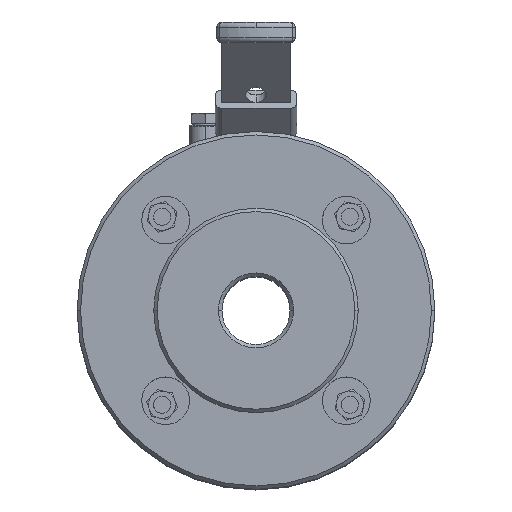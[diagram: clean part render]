
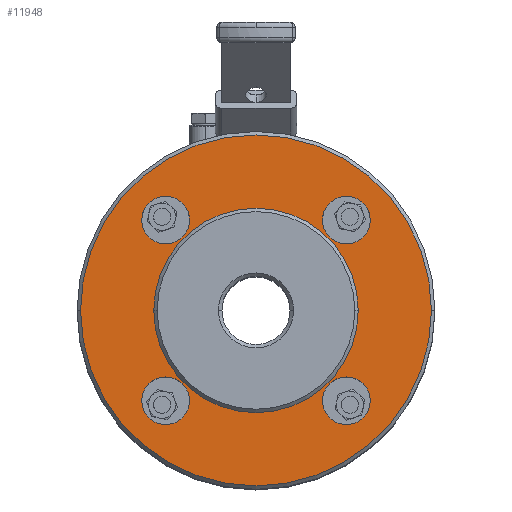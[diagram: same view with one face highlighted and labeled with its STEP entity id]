
A CAD part, top view. The second image highlights one B-rep face of the part: STEP entity #11948.
In plain terms, the highlighted face is planar.
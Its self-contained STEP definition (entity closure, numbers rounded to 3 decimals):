
#405 = CARTESIAN_POINT ( 'NONE',  ( 2., -26.517, 26.517 ) ) ;
#406 = DIRECTION ( 'NONE',  ( -1., 0., 0. ) ) ;
#407 = DIRECTION ( 'NONE',  ( 0., -1., 0. ) ) ;
#420 = CARTESIAN_POINT ( 'NONE',  ( 2., -26.517, -26.517 ) ) ;
#421 = DIRECTION ( 'NONE',  ( -1., 0., 0. ) ) ;
#422 = DIRECTION ( 'NONE',  ( 0., 0., -1. ) ) ;
#434 = CARTESIAN_POINT ( 'NONE',  ( 2., 26.517, -26.517 ) ) ;
#435 = DIRECTION ( 'NONE',  ( -1., 0., 0. ) ) ;
#436 = DIRECTION ( 'NONE',  ( 0., 1., 0. ) ) ;
#449 = CARTESIAN_POINT ( 'NONE',  ( 2., 26.517, 26.517 ) ) ;
#450 = DIRECTION ( 'NONE',  ( -1., 0., 0. ) ) ;
#451 = DIRECTION ( 'NONE',  ( 0., 0., 1. ) ) ;
#693 = CARTESIAN_POINT ( 'NONE',  ( 2., 0., 0. ) ) ;
#694 = DIRECTION ( 'NONE',  ( 1., 0., 0. ) ) ;
#695 = DIRECTION ( 'NONE',  ( 0., 0., -1. ) ) ;
#1254 = CARTESIAN_POINT ( 'NONE',  ( 2., 0., 0. ) ) ;
#1255 = DIRECTION ( 'NONE',  ( 1., 0., 0. ) ) ;
#1256 = DIRECTION ( 'NONE',  ( 0., 0., -1. ) ) ;
#1257 = CARTESIAN_POINT ( 'NONE',  ( 2., 0., 0. ) ) ;
#1258 = DIRECTION ( 'NONE',  ( -1., 0., 0. ) ) ;
#1259 = DIRECTION ( 'NONE',  ( 0., 0., 1. ) ) ;
#1260 = CARTESIAN_POINT ( 'NONE',  ( 2., -26.517, 26.517 ) ) ;
#1261 = DIRECTION ( 'NONE',  ( -1., 0., 0. ) ) ;
#1262 = DIRECTION ( 'NONE',  ( 0., -1., 0. ) ) ;
#1263 = CARTESIAN_POINT ( 'NONE',  ( 2., -26.517, -26.517 ) ) ;
#1264 = DIRECTION ( 'NONE',  ( -1., 0., 0. ) ) ;
#1265 = DIRECTION ( 'NONE',  ( 0., 0., -1. ) ) ;
#1267 = CARTESIAN_POINT ( 'NONE',  ( 2., 26.517, -26.517 ) ) ;
#1269 = DIRECTION ( 'NONE',  ( -1., 0., 0. ) ) ;
#1270 = DIRECTION ( 'NONE',  ( 0., 1., 0. ) ) ;
#1272 = CARTESIAN_POINT ( 'NONE',  ( 2., 26.517, 26.517 ) ) ;
#1274 = DIRECTION ( 'NONE',  ( -1., 0., 0. ) ) ;
#1275 = DIRECTION ( 'NONE',  ( 0., 0., 1. ) ) ;
#2003 = CARTESIAN_POINT ( 'NONE',  ( 2., 0., 0. ) ) ;
#2004 = DIRECTION ( 'NONE',  ( -1., 0., 0. ) ) ;
#2005 = DIRECTION ( 'NONE',  ( 0., 0., 1. ) ) ;
#4279 = CARTESIAN_POINT ( 'NONE',  ( 2., 0., -30. ) ) ;
#4289 = CARTESIAN_POINT ( 'NONE',  ( 2., 0., 30. ) ) ;
#5298 = CIRCLE ( 'NONE', #14054, 7. ) ;
#5304 = CIRCLE ( 'NONE', #14058, 7. ) ;
#5307 = CIRCLE ( 'NONE', #14063, 7. ) ;
#5313 = CIRCLE ( 'NONE', #14067, 7. ) ;
#5352 = CIRCLE ( 'NONE', #14090, 30. ) ;
#6526 = EDGE_LOOP ( 'NONE', ( #16160, #12512 ) ) ;
#6532 = EDGE_LOOP ( 'NONE', ( #16158, #16159 ) ) ;
#6538 = EDGE_LOOP ( 'NONE', ( #14754, #14756 ) ) ;
#6542 = EDGE_LOOP ( 'NONE', ( #14757, #14755 ) ) ;
#6544 = EDGE_LOOP ( 'NONE', ( #12588, #12591 ) ) ;
#6693 = VERTEX_POINT ( 'NONE', #10525 ) ;
#6708 = VERTEX_POINT ( 'NONE', #10533 ) ;
#6735 = VERTEX_POINT ( 'NONE', #10547 ) ;
#6813 = VERTEX_POINT ( 'NONE', #10588 ) ;
#6816 = VERTEX_POINT ( 'NONE', #10589 ) ;
#6821 = VERTEX_POINT ( 'NONE', #10594 ) ;
#6823 = VERTEX_POINT ( 'NONE', #10597 ) ;
#6835 = VERTEX_POINT ( 'NONE', #9843 ) ;
#6843 = VERTEX_POINT ( 'NONE', #9852 ) ;
#6845 = VERTEX_POINT ( 'NONE', #9855 ) ;
#6993 = EDGE_LOOP ( 'NONE', ( #12592, #12589 ) ) ;
#7334 = VERTEX_POINT ( 'NONE', #4279 ) ;
#7345 = VERTEX_POINT ( 'NONE', #4289 ) ;
#8622 = EDGE_CURVE ( 'NONE', #6823, #6845, #5298, .T. ) ;
#8635 = EDGE_CURVE ( 'NONE', #6735, #6843, #5304, .T. ) ;
#8647 = EDGE_CURVE ( 'NONE', #6813, #6816, #5307, .T. ) ;
#8661 = EDGE_CURVE ( 'NONE', #6835, #6821, #5313, .T. ) ;
#8752 = EDGE_CURVE ( 'NONE', #7334, #7345, #5352, .T. ) ;
#9007 = EDGE_CURVE ( 'NONE', #7345, #7334, #9096, .T. ) ;
#9010 = EDGE_CURVE ( 'NONE', #6708, #6693, #10717, .T. ) ;
#9012 = EDGE_CURVE ( 'NONE', #6845, #6823, #10719, .T. ) ;
#9014 = EDGE_CURVE ( 'NONE', #6843, #6735, #10718, .T. ) ;
#9016 = EDGE_CURVE ( 'NONE', #6816, #6813, #10720, .T. ) ;
#9018 = EDGE_CURVE ( 'NONE', #6821, #6835, #10721, .T. ) ;
#9096 = CIRCLE ( 'NONE', #14215, 30. ) ;
#9283 = EDGE_CURVE ( 'NONE', #6693, #6708, #11044, .T. ) ;
#9487 = AXIS2_PLACEMENT_3D ( 'NONE', #15787, #15783, #15789 ) ;
#9843 = CARTESIAN_POINT ( 'NONE',  ( 2., 26.517, 19.517 ) ) ;
#9852 = CARTESIAN_POINT ( 'NONE',  ( 2., -26.517, -19.517 ) ) ;
#9855 = CARTESIAN_POINT ( 'NONE',  ( 2., -26.517, 33.517 ) ) ;
#10525 = CARTESIAN_POINT ( 'NONE',  ( 2., 0., 51.5 ) ) ;
#10533 = CARTESIAN_POINT ( 'NONE',  ( 2., 0., -51.5 ) ) ;
#10547 = CARTESIAN_POINT ( 'NONE',  ( 2., -26.517, -33.517 ) ) ;
#10588 = CARTESIAN_POINT ( 'NONE',  ( 2., 26.517, -33.517 ) ) ;
#10589 = CARTESIAN_POINT ( 'NONE',  ( 2., 26.517, -19.517 ) ) ;
#10594 = CARTESIAN_POINT ( 'NONE',  ( 2., 26.517, 33.517 ) ) ;
#10597 = CARTESIAN_POINT ( 'NONE',  ( 2., -26.517, 19.517 ) ) ;
#10717 = CIRCLE ( 'NONE', #14217, 51.5 ) ;
#10718 = CIRCLE ( 'NONE', #14221, 7. ) ;
#10719 = CIRCLE ( 'NONE', #14219, 7. ) ;
#10720 = CIRCLE ( 'NONE', #14223, 7. ) ;
#10721 = CIRCLE ( 'NONE', #14225, 7. ) ;
#11044 = CIRCLE ( 'NONE', #14341, 51.5 ) ;
#11948 = ADVANCED_FACE ( 'NONE', ( #14989, #14980, #14990, #14988, #14986, #14991 ), #15784, .T. ) ;
#12512 = ORIENTED_EDGE ( 'NONE', *, *, #9007, .T. ) ;
#12588 = ORIENTED_EDGE ( 'NONE', *, *, #9012, .F. ) ;
#12589 = ORIENTED_EDGE ( 'NONE', *, *, #9283, .T. ) ;
#12591 = ORIENTED_EDGE ( 'NONE', *, *, #8622, .F. ) ;
#12592 = ORIENTED_EDGE ( 'NONE', *, *, #9010, .T. ) ;
#14054 = AXIS2_PLACEMENT_3D ( 'NONE', #405, #406, #407 ) ;
#14058 = AXIS2_PLACEMENT_3D ( 'NONE', #420, #421, #422 ) ;
#14063 = AXIS2_PLACEMENT_3D ( 'NONE', #434, #435, #436 ) ;
#14067 = AXIS2_PLACEMENT_3D ( 'NONE', #449, #450, #451 ) ;
#14090 = AXIS2_PLACEMENT_3D ( 'NONE', #693, #694, #695 ) ;
#14215 = AXIS2_PLACEMENT_3D ( 'NONE', #1254, #1255, #1256 ) ;
#14217 = AXIS2_PLACEMENT_3D ( 'NONE', #1257, #1258, #1259 ) ;
#14219 = AXIS2_PLACEMENT_3D ( 'NONE', #1260, #1261, #1262 ) ;
#14221 = AXIS2_PLACEMENT_3D ( 'NONE', #1263, #1264, #1265 ) ;
#14223 = AXIS2_PLACEMENT_3D ( 'NONE', #1267, #1269, #1270 ) ;
#14225 = AXIS2_PLACEMENT_3D ( 'NONE', #1272, #1274, #1275 ) ;
#14341 = AXIS2_PLACEMENT_3D ( 'NONE', #2003, #2004, #2005 ) ;
#14754 = ORIENTED_EDGE ( 'NONE', *, *, #9014, .F. ) ;
#14755 = ORIENTED_EDGE ( 'NONE', *, *, #8647, .F. ) ;
#14756 = ORIENTED_EDGE ( 'NONE', *, *, #8635, .F. ) ;
#14757 = ORIENTED_EDGE ( 'NONE', *, *, #9016, .F. ) ;
#14980 = FACE_BOUND ( 'NONE', #6544, .T. ) ;
#14986 = FACE_BOUND ( 'NONE', #6532, .T. ) ;
#14988 = FACE_BOUND ( 'NONE', #6542, .T. ) ;
#14989 = FACE_OUTER_BOUND ( 'NONE', #6993, .T. ) ;
#14990 = FACE_BOUND ( 'NONE', #6538, .T. ) ;
#14991 = FACE_BOUND ( 'NONE', #6526, .T. ) ;
#15783 = DIRECTION ( 'NONE',  ( -1., 0., 0. ) ) ;
#15784 = PLANE ( 'NONE',  #9487 ) ;
#15787 = CARTESIAN_POINT ( 'NONE',  ( 2., 30., 0. ) ) ;
#15789 = DIRECTION ( 'NONE',  ( 0., 0., 1. ) ) ;
#16158 = ORIENTED_EDGE ( 'NONE', *, *, #9018, .F. ) ;
#16159 = ORIENTED_EDGE ( 'NONE', *, *, #8661, .F. ) ;
#16160 = ORIENTED_EDGE ( 'NONE', *, *, #8752, .T. ) ;
